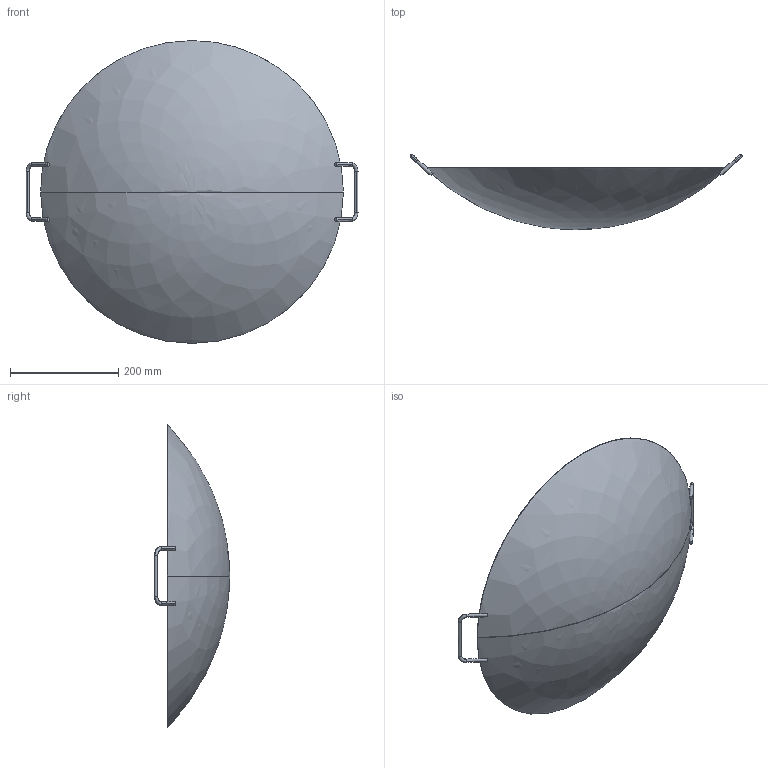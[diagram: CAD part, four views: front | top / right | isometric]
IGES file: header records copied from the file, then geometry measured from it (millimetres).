
Start section: SolidWorks IGES file using analytic representation for surfaces
Global section: file name: AGVPC-WOK.IGS; native system: SolidWorks 2017; preprocessor: SolidWorks 2017; author: jorge; date: 181004.132312; units: inch
Bounding box: 612.81 x 138.78 x 558.8 mm (x, y, z)
Surface area: 580463.1 mm2 (no closed solid volume)
Topology: 0 solids, 0 shells, 30 faces, 284 edges, 283 vertices
Faces by surface type: revolution 18, bspline 12
